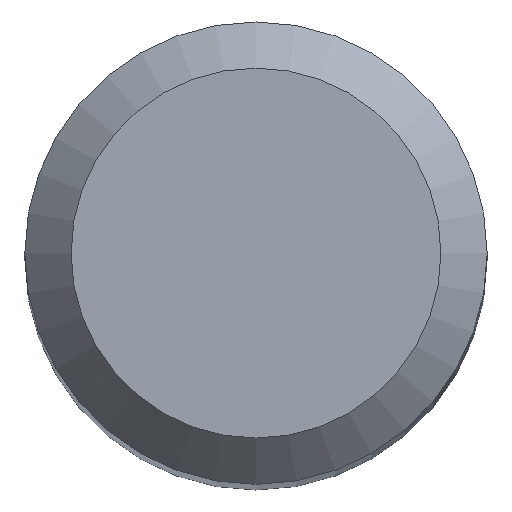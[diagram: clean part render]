
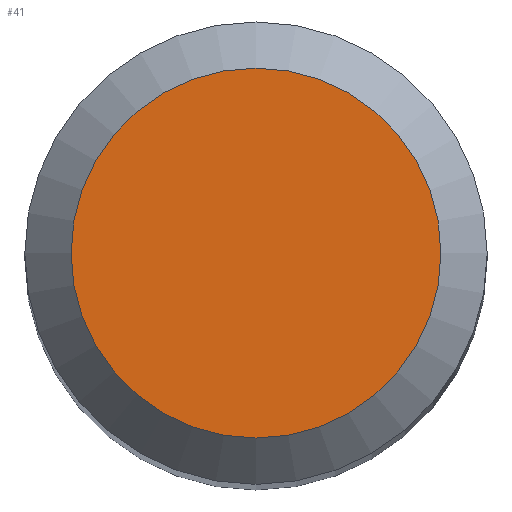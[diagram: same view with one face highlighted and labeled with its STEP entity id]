
A CAD part, top view. The second image highlights one B-rep face of the part: STEP entity #41.
In plain terms, the highlighted planar face has unit normal (0, 0, 1).
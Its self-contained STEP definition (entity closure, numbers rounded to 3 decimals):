
#18 = CARTESIAN_POINT ( 'NONE',  ( 0., 0., 38. ) ) ;
#41 = ADVANCED_FACE ( 'NONE', ( #115 ), #84, .F. ) ;
#61 = CARTESIAN_POINT ( 'NONE',  ( 0., 0., 38. ) ) ;
#84 = PLANE ( 'NONE',  #338 ) ;
#115 = FACE_OUTER_BOUND ( 'NONE', #141, .T. ) ;
#117 = DIRECTION ( 'NONE',  ( 0., 1., 0. ) ) ;
#130 = DIRECTION ( 'NONE',  ( 0., 1., 0. ) ) ;
#141 = EDGE_LOOP ( 'NONE', ( #319 ) ) ;
#165 = DIRECTION ( 'NONE',  ( 0., 0., -1. ) ) ;
#201 = CIRCLE ( 'NONE', #332, 1.6 ) ;
#221 = DIRECTION ( 'NONE',  ( 0., 0., -1. ) ) ;
#272 = CARTESIAN_POINT ( 'NONE',  ( 0., 1.6, 38. ) ) ;
#291 = EDGE_CURVE ( 'NONE', #298, #298, #201, .T. ) ;
#298 = VERTEX_POINT ( 'NONE', #272 ) ;
#319 = ORIENTED_EDGE ( 'NONE', *, *, #291, .F. ) ;
#332 = AXIS2_PLACEMENT_3D ( 'NONE', #61, #165, #130 ) ;
#338 = AXIS2_PLACEMENT_3D ( 'NONE', #18, #221, #117 ) ;
